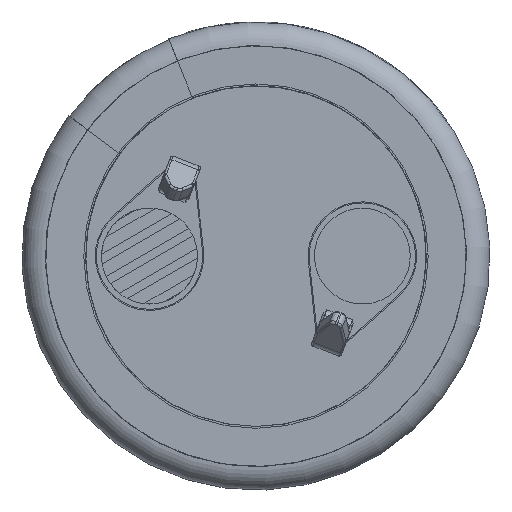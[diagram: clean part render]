
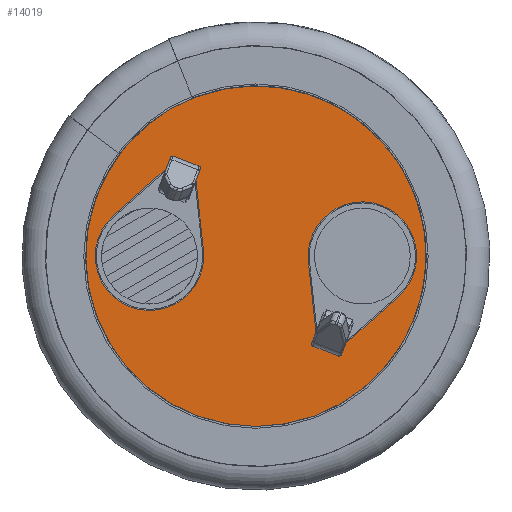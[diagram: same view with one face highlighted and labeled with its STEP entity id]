
A CAD part, front view. The second image highlights one B-rep face of the part: STEP entity #14019.
In plain terms, the highlighted planar face has unit normal (0, -1, 0).
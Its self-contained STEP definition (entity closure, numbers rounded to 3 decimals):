
#880=LINE('',#18089,#1534);
#881=LINE('',#18092,#1535);
#882=LINE('',#18094,#1536);
#883=LINE('',#18097,#1537);
#884=LINE('',#18100,#1538);
#885=LINE('',#18102,#1539);
#1534=VECTOR('',#15650,1000.);
#1535=VECTOR('',#15651,1000.);
#1536=VECTOR('',#15652,1000.);
#1537=VECTOR('',#15655,1000.);
#1538=VECTOR('',#15656,1000.);
#1539=VECTOR('',#15657,1000.);
#2235=ORIENTED_EDGE('',*,*,#5204,.T.);
#2236=ORIENTED_EDGE('',*,*,#5205,.F.);
#2237=ORIENTED_EDGE('',*,*,#5206,.F.);
#2238=ORIENTED_EDGE('',*,*,#5207,.F.);
#2239=ORIENTED_EDGE('',*,*,#5208,.F.);
#2240=ORIENTED_EDGE('',*,*,#5209,.T.);
#2241=ORIENTED_EDGE('',*,*,#5210,.T.);
#2242=ORIENTED_EDGE('',*,*,#5211,.T.);
#2243=ORIENTED_EDGE('',*,*,#5212,.T.);
#5204=EDGE_CURVE('',#6684,#6684,#7621,.T.);
#5205=EDGE_CURVE('',#6685,#6686,#880,.T.);
#5206=EDGE_CURVE('',#6687,#6685,#881,.T.);
#5207=EDGE_CURVE('',#6688,#6687,#882,.T.);
#5208=EDGE_CURVE('',#6686,#6688,#7622,.T.);
#5209=EDGE_CURVE('',#6689,#6690,#883,.T.);
#5210=EDGE_CURVE('',#6690,#6691,#884,.T.);
#5211=EDGE_CURVE('',#6691,#6692,#885,.T.);
#5212=EDGE_CURVE('',#6692,#6689,#7623,.T.);
#6684=VERTEX_POINT('',#18088);
#6685=VERTEX_POINT('',#18090);
#6686=VERTEX_POINT('',#18091);
#6687=VERTEX_POINT('',#18093);
#6688=VERTEX_POINT('',#18095);
#6689=VERTEX_POINT('',#18098);
#6690=VERTEX_POINT('',#18099);
#6691=VERTEX_POINT('',#18101);
#6692=VERTEX_POINT('',#18103);
#7621=CIRCLE('',#14681,8.09);
#7622=CIRCLE('',#14682,2.55);
#7623=CIRCLE('',#14683,2.55);
#7992=EDGE_LOOP('',(#2235));
#7993=EDGE_LOOP('',(#2236,#2237,#2238,#2239));
#7994=EDGE_LOOP('',(#2240,#2241,#2242,#2243));
#8717=FACE_BOUND('',#7992,.T.);
#8718=FACE_BOUND('',#7993,.T.);
#8719=FACE_BOUND('',#7994,.T.);
#9436=PLANE('',#14680);
#14019=ADVANCED_FACE('',(#8717,#8718,#8719),#9436,.T.);
#14680=AXIS2_PLACEMENT_3D('',#18086,#15646,#15647);
#14681=AXIS2_PLACEMENT_3D('',#18087,#15648,#15649);
#14682=AXIS2_PLACEMENT_3D('',#18096,#15653,#15654);
#14683=AXIS2_PLACEMENT_3D('',#18104,#15658,#15659);
#15646=DIRECTION('',(0.,-1.,0.));
#15647=DIRECTION('',(0.,0.,-1.));
#15648=DIRECTION('',(0.,-1.,0.));
#15649=DIRECTION('',(0.,0.,-1.));
#15650=DIRECTION('',(-0.748,0.,-0.664));
#15651=DIRECTION('',(-0.933,0.,0.36));
#15652=DIRECTION('',(-0.108,0.,0.994));
#15653=DIRECTION('',(0.,-1.,0.));
#15654=DIRECTION('',(0.,0.,1.));
#15655=DIRECTION('',(-0.748,0.,-0.664));
#15656=DIRECTION('',(-0.933,0.,0.36));
#15657=DIRECTION('',(-0.108,0.,0.994));
#15658=DIRECTION('',(0.,1.,0.));
#15659=DIRECTION('',(0.,0.,-1.));
#18086=CARTESIAN_POINT('',(0.,0.,0.));
#18087=CARTESIAN_POINT('',(0.,0.,0.));
#18088=CARTESIAN_POINT('',(0.,0.,-8.09));
#18089=CARTESIAN_POINT('',(-4.27,0.,4.059));
#18090=CARTESIAN_POINT('',(-4.27,0.,4.059));
#18091=CARTESIAN_POINT('',(-6.694,0.,1.906));
#18092=CARTESIAN_POINT('',(-2.814,0.,3.497));
#18093=CARTESIAN_POINT('',(-2.814,0.,3.497));
#18094=CARTESIAN_POINT('',(-2.465,0.,0.274));
#18095=CARTESIAN_POINT('',(-2.465,0.,0.274));
#18096=CARTESIAN_POINT('',(-5.,0.,0.));
#18097=CARTESIAN_POINT('',(6.694,0.,-1.906));
#18098=CARTESIAN_POINT('',(6.694,0.,-1.906));
#18099=CARTESIAN_POINT('',(4.27,0.,-4.059));
#18100=CARTESIAN_POINT('',(4.27,0.,-4.059));
#18101=CARTESIAN_POINT('',(2.814,0.,-3.497));
#18102=CARTESIAN_POINT('',(2.814,0.,-3.497));
#18103=CARTESIAN_POINT('',(2.465,0.,-0.274));
#18104=CARTESIAN_POINT('',(5.,0.,0.));
